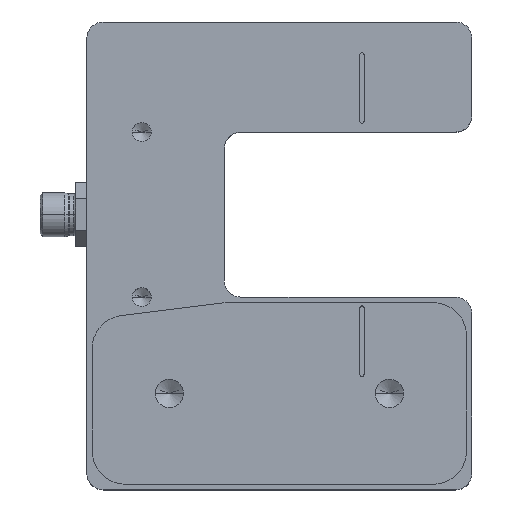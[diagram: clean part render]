
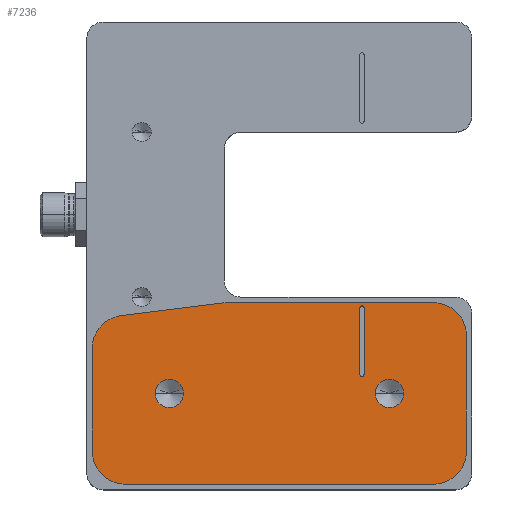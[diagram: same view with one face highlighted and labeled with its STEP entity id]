
A CAD part, top view. The second image highlights one B-rep face of the part: STEP entity #7236.
In plain terms, the highlighted planar face has unit normal (0, 0, 1).
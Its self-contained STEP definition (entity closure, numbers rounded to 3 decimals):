
#4574=CARTESIAN_POINT('',(-17.423,0.,1.0));
#4575=VERTEX_POINT('',#4574);
#4584=CARTESIAN_POINT('',(-22.576,0.,1.0));
#4585=VERTEX_POINT('',#4584);
#4586=CARTESIAN_POINT('',(-20.,0.,1.0));
#4587=DIRECTION('',(0.0,0.0,-1.0));
#4588=DIRECTION('',(1.0,0.0,0.0));
#4589=AXIS2_PLACEMENT_3D('',#4586,#4587,#4588);
#4590=CIRCLE('',#4589,2.577);
#4591=EDGE_CURVE('',#4585,#4575,#4590,.T.);
#4639=CARTESIAN_POINT('',(22.577,0.,1.0));
#4640=VERTEX_POINT('',#4639);
#4649=CARTESIAN_POINT('',(17.424,0.,1.0));
#4650=VERTEX_POINT('',#4649);
#4651=CARTESIAN_POINT('',(20.,0.,1.0));
#4652=DIRECTION('',(0.0,0.0,-1.0));
#4653=DIRECTION('',(1.0,0.0,0.0));
#4654=AXIS2_PLACEMENT_3D('',#4651,#4652,#4653);
#4655=CIRCLE('',#4654,2.577);
#4656=EDGE_CURVE('',#4650,#4640,#4655,.T.);
#5446=CARTESIAN_POINT('',(20.,0.,1.0));
#5447=DIRECTION('',(0.0,0.0,-1.0));
#5448=DIRECTION('',(1.0,0.0,0.0));
#5449=AXIS2_PLACEMENT_3D('',#5446,#5447,#5448);
#5450=CIRCLE('',#5449,2.577);
#5451=EDGE_CURVE('',#4640,#4650,#5450,.T.);
#5481=CARTESIAN_POINT('',(-20.,0.,1.0));
#5482=DIRECTION('',(0.0,0.0,-1.0));
#5483=DIRECTION('',(1.0,0.0,0.0));
#5484=AXIS2_PLACEMENT_3D('',#5481,#5482,#5483);
#5485=CIRCLE('',#5484,2.577);
#5486=EDGE_CURVE('',#4575,#4585,#5485,.T.);
#5542=CARTESIAN_POINT('',(15.4,15.5,1.0));
#5543=VERTEX_POINT('',#5542);
#5550=CARTESIAN_POINT('',(14.6,15.5,1.0));
#5551=VERTEX_POINT('',#5550);
#5552=CARTESIAN_POINT('',(15.,15.5,1.0));
#5553=DIRECTION('',(0.0,0.0,-1.0));
#5554=DIRECTION('',(1.0,0.0,0.0));
#5555=AXIS2_PLACEMENT_3D('',#5552,#5553,#5554);
#5556=CIRCLE('',#5555,0.4);
#5557=EDGE_CURVE('',#5551,#5543,#5556,.T.);
#5582=CARTESIAN_POINT('',(14.6,3.5,1.0));
#5583=VERTEX_POINT('',#5582);
#5584=CARTESIAN_POINT('',(14.6,3.5,1.0));
#5585=DIRECTION('',(0.0,1.0,0.0));
#5586=VECTOR('',#5585,12.0);
#5587=LINE('',#5584,#5586);
#5588=EDGE_CURVE('',#5583,#5551,#5587,.T.);
#5614=CARTESIAN_POINT('',(15.4,3.5,1.0));
#5615=VERTEX_POINT('',#5614);
#5616=CARTESIAN_POINT('',(15.,3.5,1.0));
#5617=DIRECTION('',(0.0,0.0,-1.0));
#5618=DIRECTION('',(1.0,0.0,0.0));
#5619=AXIS2_PLACEMENT_3D('',#5616,#5617,#5618);
#5620=CIRCLE('',#5619,0.4);
#5621=EDGE_CURVE('',#5615,#5583,#5620,.T.);
#5644=CARTESIAN_POINT('',(15.4,15.5,1.0));
#5645=DIRECTION('',(0.0,-1.0,0.0));
#5646=VECTOR('',#5645,12.0);
#5647=LINE('',#5644,#5646);
#5648=EDGE_CURVE('',#5543,#5615,#5647,.T.);
#6860=CARTESIAN_POINT('',(34.,-10.5,1.0));
#6861=VERTEX_POINT('',#6860);
#6862=CARTESIAN_POINT('',(28.,-16.5,1.0));
#6863=VERTEX_POINT('',#6862);
#6864=CARTESIAN_POINT('',(28.,-10.5,1.0));
#6865=DIRECTION('',(0.0,0.0,-1.));
#6866=DIRECTION('',(0.707,-0.707,0.0));
#6867=AXIS2_PLACEMENT_3D('',#6864,#6865,#6866);
#6868=CIRCLE('',#6867,6.0);
#6869=EDGE_CURVE('',#6861,#6863,#6868,.T.);
#6911=CARTESIAN_POINT('',(34.,10.5,1.0));
#6912=VERTEX_POINT('',#6911);
#6919=CARTESIAN_POINT('',(34.,10.5,1.0));
#6920=DIRECTION('',(0.0,-1.0,0.0));
#6921=VECTOR('',#6920,21.0);
#6922=LINE('',#6919,#6921);
#6923=EDGE_CURVE('',#6912,#6861,#6922,.T.);
#7021=CARTESIAN_POINT('',(28.,16.5,1.0));
#7022=VERTEX_POINT('',#7021);
#7023=CARTESIAN_POINT('',(28.,10.5,1.0));
#7024=DIRECTION('',(0.0,0.0,-1.));
#7025=DIRECTION('',(0.707,0.707,0.0));
#7026=AXIS2_PLACEMENT_3D('',#7023,#7024,#7025);
#7027=CIRCLE('',#7026,6.0);
#7028=EDGE_CURVE('',#7022,#6912,#7027,.T.);
#7048=CARTESIAN_POINT('',(-9.626,16.5,1.0));
#7049=VERTEX_POINT('',#7048);
#7056=CARTESIAN_POINT('',(-9.626,16.5,1.0));
#7057=DIRECTION('',(1.0,0.0,0.0));
#7058=VECTOR('',#7057,37.626);
#7059=LINE('',#7056,#7058);
#7060=EDGE_CURVE('',#7049,#7022,#7059,.T.);
#7070=CARTESIAN_POINT('',(-10.371,16.454,1.0));
#7071=VERTEX_POINT('',#7070);
#7072=CARTESIAN_POINT('',(-9.626,10.5,1.0));
#7073=DIRECTION('',(0.0,0.0,-1.));
#7074=DIRECTION('',(-0.062,0.998,0.0));
#7075=AXIS2_PLACEMENT_3D('',#7072,#7073,#7074);
#7076=CIRCLE('',#7075,6.);
#7077=EDGE_CURVE('',#7071,#7049,#7076,.T.);
#7097=CARTESIAN_POINT('',(-28.744,14.157,1.0));
#7098=VERTEX_POINT('',#7097);
#7105=CARTESIAN_POINT('',(-28.744,14.157,1.0));
#7106=DIRECTION('',(0.992,0.124,0.0));
#7107=VECTOR('',#7106,18.517);
#7108=LINE('',#7105,#7107);
#7109=EDGE_CURVE('',#7098,#7071,#7108,.T.);
#7119=CARTESIAN_POINT('',(-34.,8.203,1.0));
#7120=VERTEX_POINT('',#7119);
#7121=CARTESIAN_POINT('',(-28.,8.203,1.0));
#7122=DIRECTION('',(0.0,0.0,-1.0));
#7123=DIRECTION('',(-0.75,0.662,0.0));
#7124=AXIS2_PLACEMENT_3D('',#7121,#7122,#7123);
#7125=CIRCLE('',#7124,6.);
#7126=EDGE_CURVE('',#7120,#7098,#7125,.T.);
#7146=CARTESIAN_POINT('',(-34.,-10.5,1.0));
#7147=VERTEX_POINT('',#7146);
#7154=CARTESIAN_POINT('',(-34.,-10.5,1.0));
#7155=DIRECTION('',(0.0,1.0,0.0));
#7156=VECTOR('',#7155,18.703);
#7157=LINE('',#7154,#7156);
#7158=EDGE_CURVE('',#7147,#7120,#7157,.T.);
#7168=CARTESIAN_POINT('',(-28.,-16.5,1.0));
#7169=VERTEX_POINT('',#7168);
#7170=CARTESIAN_POINT('',(-28.,-10.5,1.0));
#7171=DIRECTION('',(0.0,0.0,-1.));
#7172=DIRECTION('',(-0.707,-0.707,0.0));
#7173=AXIS2_PLACEMENT_3D('',#7170,#7171,#7172);
#7174=CIRCLE('',#7173,6.0);
#7175=EDGE_CURVE('',#7169,#7147,#7174,.T.);
#7194=CARTESIAN_POINT('',(28.,-16.5,1.0));
#7195=DIRECTION('',(-1.0,0.0,0.0));
#7196=VECTOR('',#7195,56.);
#7197=LINE('',#7194,#7196);
#7198=EDGE_CURVE('',#6863,#7169,#7197,.T.);
#7205=CARTESIAN_POINT('',(0.491,-0.393,1.0));
#7206=DIRECTION('',(0.0,0.0,1.0));
#7207=DIRECTION('',(1.0,0.0,0.0));
#7208=AXIS2_PLACEMENT_3D('',#7205,#7206,#7207);
#7209=PLANE('',#7208);
#7210=ORIENTED_EDGE('',*,*,#6869,.F.);
#7211=ORIENTED_EDGE('',*,*,#6923,.F.);
#7212=ORIENTED_EDGE('',*,*,#7028,.F.);
#7213=ORIENTED_EDGE('',*,*,#7060,.F.);
#7214=ORIENTED_EDGE('',*,*,#7077,.F.);
#7215=ORIENTED_EDGE('',*,*,#7109,.F.);
#7216=ORIENTED_EDGE('',*,*,#7126,.F.);
#7217=ORIENTED_EDGE('',*,*,#7158,.F.);
#7218=ORIENTED_EDGE('',*,*,#7175,.F.);
#7219=ORIENTED_EDGE('',*,*,#7198,.F.);
#7220=EDGE_LOOP('',(#7210,#7211,#7212,#7213,#7214,#7215,#7216,#7217,#7218,#7219));
#7221=FACE_OUTER_BOUND('',#7220,.T.);
#7222=ORIENTED_EDGE('',*,*,#5451,.T.);
#7223=ORIENTED_EDGE('',*,*,#4656,.T.);
#7224=EDGE_LOOP('',(#7222,#7223));
#7225=FACE_BOUND('',#7224,.T.);
#7226=ORIENTED_EDGE('',*,*,#5486,.T.);
#7227=ORIENTED_EDGE('',*,*,#4591,.T.);
#7228=EDGE_LOOP('',(#7226,#7227));
#7229=FACE_BOUND('',#7228,.T.);
#7230=ORIENTED_EDGE('',*,*,#5557,.T.);
#7231=ORIENTED_EDGE('',*,*,#5648,.T.);
#7232=ORIENTED_EDGE('',*,*,#5621,.T.);
#7233=ORIENTED_EDGE('',*,*,#5588,.T.);
#7234=EDGE_LOOP('',(#7230,#7231,#7232,#7233));
#7235=FACE_BOUND('',#7234,.T.);
#7236=ADVANCED_FACE('',(#7221,#7225,#7229,#7235),#7209,.T.);
